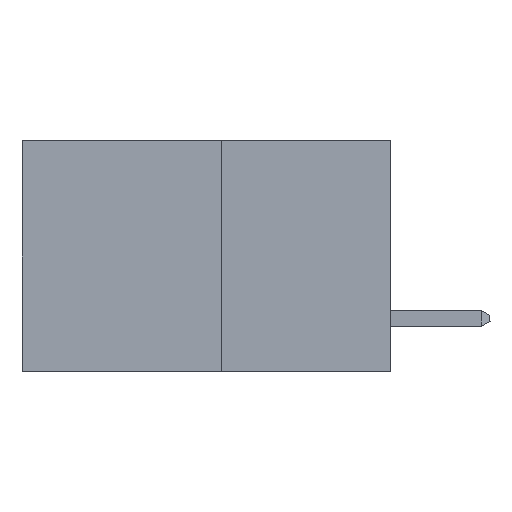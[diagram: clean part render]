
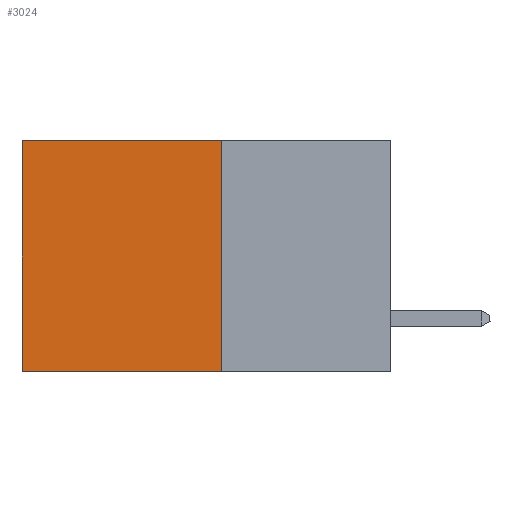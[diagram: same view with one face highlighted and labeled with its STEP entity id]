
A CAD part, left-side view. The second image highlights one B-rep face of the part: STEP entity #3024.
In plain terms, the highlighted planar face has unit normal (-1, 0, 0).
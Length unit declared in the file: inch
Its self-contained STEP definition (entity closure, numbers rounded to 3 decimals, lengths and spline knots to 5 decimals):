
#327 = PLANE ( 'NONE',  #4922 ) ;
#819 = CARTESIAN_POINT ( 'NONE',  ( 0.277, 0.59, -0.37 ) ) ;
#2155 = CARTESIAN_POINT ( 'NONE',  ( 0.277, 0.27, 0. ) ) ;
#2560 = ORIENTED_EDGE ( 'NONE', *, *, #8984, .F. ) ;
#2661 = CARTESIAN_POINT ( 'NONE',  ( 0.277, 0.27, -0.37 ) ) ;
#2821 = LINE ( 'NONE', #4990, #11250 ) ;
#2921 = VERTEX_POINT ( 'NONE', #2661 ) ;
#3024 = ADVANCED_FACE ( 'NONE', ( #13628 ), #327, .F. ) ;
#3313 = LINE ( 'NONE', #4443, #8855 ) ;
#3492 = VECTOR ( 'NONE', #7367, 39.37008 ) ;
#4443 = CARTESIAN_POINT ( 'NONE',  ( 0.277, 0.27, -0.37 ) ) ;
#4922 = AXIS2_PLACEMENT_3D ( 'NONE', #11522, #11897, #11449 ) ;
#4990 = CARTESIAN_POINT ( 'NONE',  ( 0.277, 0.27, -0.37 ) ) ;
#5511 = ORIENTED_EDGE ( 'NONE', *, *, #9980, .F. ) ;
#5541 = DIRECTION ( 'NONE',  ( 0., 0., -1. ) ) ;
#6093 = DIRECTION ( 'NONE',  ( 0., 1., 0. ) ) ;
#6963 = EDGE_CURVE ( 'NONE', #7337, #9959, #12618, .T. ) ;
#7060 = VERTEX_POINT ( 'NONE', #2155 ) ;
#7337 = VERTEX_POINT ( 'NONE', #11623 ) ;
#7367 = DIRECTION ( 'NONE',  ( 0., 1., 0. ) ) ;
#8140 = ORIENTED_EDGE ( 'NONE', *, *, #6963, .T. ) ;
#8472 = CARTESIAN_POINT ( 'NONE',  ( 0.277, 0.27, 0. ) ) ;
#8663 = DIRECTION ( 'NONE',  ( 0., 0., -1. ) ) ;
#8855 = VECTOR ( 'NONE', #5541, 39.37008 ) ;
#8984 = EDGE_CURVE ( 'NONE', #2921, #9959, #2821, .T. ) ;
#9360 = LINE ( 'NONE', #8472, #3492 ) ;
#9740 = EDGE_CURVE ( 'NONE', #7060, #7337, #9360, .T. ) ;
#9959 = VERTEX_POINT ( 'NONE', #10979 ) ;
#9980 = EDGE_CURVE ( 'NONE', #7060, #2921, #3313, .T. ) ;
#10979 = CARTESIAN_POINT ( 'NONE',  ( 0.277, 0.59, -0.37 ) ) ;
#11250 = VECTOR ( 'NONE', #6093, 39.37008 ) ;
#11344 = ORIENTED_EDGE ( 'NONE', *, *, #9740, .T. ) ;
#11449 = DIRECTION ( 'NONE',  ( 0., 0., -1. ) ) ;
#11522 = CARTESIAN_POINT ( 'NONE',  ( 0.277, 0.27, -0.37 ) ) ;
#11623 = CARTESIAN_POINT ( 'NONE',  ( 0.277, 0.59, 0. ) ) ;
#11897 = DIRECTION ( 'NONE',  ( 1., 0., 0. ) ) ;
#12233 = EDGE_LOOP ( 'NONE', ( #8140, #2560, #5511, #11344 ) ) ;
#12273 = VECTOR ( 'NONE', #8663, 39.37008 ) ;
#12618 = LINE ( 'NONE', #819, #12273 ) ;
#13628 = FACE_OUTER_BOUND ( 'NONE', #12233, .T. ) ;
